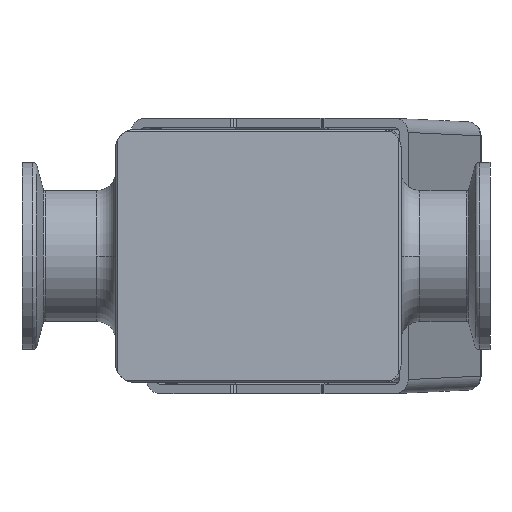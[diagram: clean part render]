
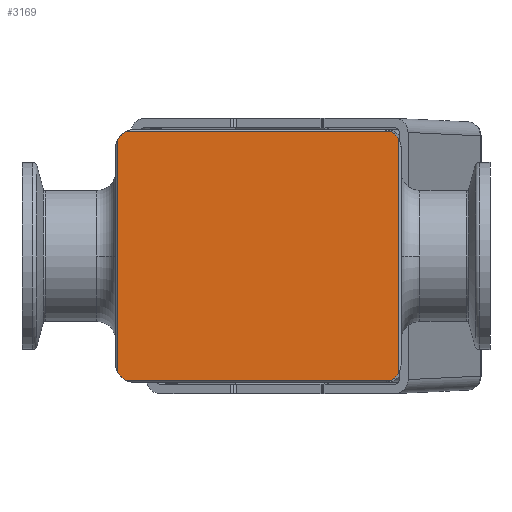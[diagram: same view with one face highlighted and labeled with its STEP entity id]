
A CAD part, front view. The second image highlights one B-rep face of the part: STEP entity #3169.
In plain terms, the highlighted planar face has unit normal (0, -1, 0).
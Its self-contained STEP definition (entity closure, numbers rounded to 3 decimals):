
#1423 = LINE ( 'NONE', #20599, #3892 ) ;
#3100 = DIRECTION ( 'NONE',  ( -1., 0., 0. ) ) ;
#3169 = ADVANCED_FACE ( 'NONE', ( #31505 ), #17649, .F. ) ;
#3721 = DIRECTION ( 'NONE',  ( 1., 0., 0. ) ) ;
#3817 = VECTOR ( 'NONE', #3721, 1000. ) ;
#3892 = VECTOR ( 'NONE', #20778, 1000. ) ;
#3978 = DIRECTION ( 'NONE',  ( 0., 0., -1. ) ) ;
#5005 = VERTEX_POINT ( 'NONE', #32429 ) ;
#5742 = DIRECTION ( 'NONE',  ( -1., 0., 0. ) ) ;
#5983 = VERTEX_POINT ( 'NONE', #25153 ) ;
#6463 = CARTESIAN_POINT ( 'NONE',  ( 31., -22., -26.5 ) ) ;
#6667 = EDGE_CURVE ( 'NONE', #23489, #22827, #1423, .T. ) ;
#8494 = LINE ( 'NONE', #31308, #11688 ) ;
#9005 = EDGE_CURVE ( 'NONE', #5005, #16383, #21413, .T. ) ;
#9461 = EDGE_CURVE ( 'NONE', #25890, #5983, #19125, .T. ) ;
#10445 = ORIENTED_EDGE ( 'NONE', *, *, #15865, .T. ) ;
#10936 = CIRCLE ( 'NONE', #30759, 4. ) ;
#11007 = DIRECTION ( 'NONE',  ( 0., -1., 0. ) ) ;
#11288 = CARTESIAN_POINT ( 'NONE',  ( 28.936, -22., 26.5 ) ) ;
#11556 = CARTESIAN_POINT ( 'NONE',  ( 30.5, -22., -24.936 ) ) ;
#11579 = ORIENTED_EDGE ( 'NONE', *, *, #22509, .T. ) ;
#11688 = VECTOR ( 'NONE', #14715, 1000. ) ;
#11710 = ORIENTED_EDGE ( 'NONE', *, *, #28584, .T. ) ;
#13390 = DIRECTION ( 'NONE',  ( -1., 0., 0. ) ) ;
#13596 = CARTESIAN_POINT ( 'NONE',  ( 27., -22., -23. ) ) ;
#14715 = DIRECTION ( 'NONE',  ( -1., 0., 0. ) ) ;
#14916 = CARTESIAN_POINT ( 'NONE',  ( 31., -22., 27. ) ) ;
#15004 = AXIS2_PLACEMENT_3D ( 'NONE', #28113, #31554, #3100 ) ;
#15312 = LINE ( 'NONE', #26443, #27116 ) ;
#15518 = ORIENTED_EDGE ( 'NONE', *, *, #27127, .T. ) ;
#15848 = CARTESIAN_POINT ( 'NONE',  ( -29.5, -22., 24.936 ) ) ;
#15865 = EDGE_CURVE ( 'NONE', #26814, #5005, #8494, .T. ) ;
#16383 = VERTEX_POINT ( 'NONE', #15848 ) ;
#16836 = CARTESIAN_POINT ( 'NONE',  ( -26., -22., -23. ) ) ;
#17649 = PLANE ( 'NONE',  #25565 ) ;
#18012 = DIRECTION ( 'NONE',  ( 0., 1., 0. ) ) ;
#18879 = CARTESIAN_POINT ( 'NONE',  ( 27., -22., 23. ) ) ;
#19125 = CIRCLE ( 'NONE', #28452, 4. ) ;
#19396 = DIRECTION ( 'NONE',  ( 0., -1., 0. ) ) ;
#20058 = CARTESIAN_POINT ( 'NONE',  ( -29.5, -22., -24.936 ) ) ;
#20325 = ORIENTED_EDGE ( 'NONE', *, *, #9005, .T. ) ;
#20599 = CARTESIAN_POINT ( 'NONE',  ( 30.5, -22., 27. ) ) ;
#20778 = DIRECTION ( 'NONE',  ( 0., 0., 1. ) ) ;
#21413 = CIRCLE ( 'NONE', #15004, 4. ) ;
#22049 = EDGE_CURVE ( 'NONE', #22827, #26814, #31619, .T. ) ;
#22509 = EDGE_CURVE ( 'NONE', #32898, #23489, #10936, .T. ) ;
#22827 = VERTEX_POINT ( 'NONE', #32538 ) ;
#23308 = CARTESIAN_POINT ( 'NONE',  ( 28.936, -22., -26.5 ) ) ;
#23489 = VERTEX_POINT ( 'NONE', #11556 ) ;
#25153 = CARTESIAN_POINT ( 'NONE',  ( -27.936, -22., -26.5 ) ) ;
#25565 = AXIS2_PLACEMENT_3D ( 'NONE', #14916, #18012, #29144 ) ;
#25808 = ORIENTED_EDGE ( 'NONE', *, *, #6667, .T. ) ;
#25827 = LINE ( 'NONE', #6463, #3817 ) ;
#25890 = VERTEX_POINT ( 'NONE', #20058 ) ;
#26443 = CARTESIAN_POINT ( 'NONE',  ( -29.5, -22., 27. ) ) ;
#26814 = VERTEX_POINT ( 'NONE', #11288 ) ;
#27116 = VECTOR ( 'NONE', #3978, 1000. ) ;
#27127 = EDGE_CURVE ( 'NONE', #16383, #25890, #15312, .T. ) ;
#27620 = DIRECTION ( 'NONE',  ( -1., 0., 0. ) ) ;
#28113 = CARTESIAN_POINT ( 'NONE',  ( -26., -22., 23. ) ) ;
#28452 = AXIS2_PLACEMENT_3D ( 'NONE', #16836, #19396, #27620 ) ;
#28584 = EDGE_CURVE ( 'NONE', #5983, #32898, #25827, .T. ) ;
#29144 = DIRECTION ( 'NONE',  ( -1., 0., 0. ) ) ;
#29294 = AXIS2_PLACEMENT_3D ( 'NONE', #18879, #11007, #13390 ) ;
#29592 = EDGE_LOOP ( 'NONE', ( #11710, #11579, #25808, #33471, #10445, #20325, #15518, #35292 ) ) ;
#30759 = AXIS2_PLACEMENT_3D ( 'NONE', #13596, #30900, #5742 ) ;
#30900 = DIRECTION ( 'NONE',  ( 0., -1., 0. ) ) ;
#31308 = CARTESIAN_POINT ( 'NONE',  ( 31., -22., 26.5 ) ) ;
#31505 = FACE_OUTER_BOUND ( 'NONE', #29592, .T. ) ;
#31554 = DIRECTION ( 'NONE',  ( 0., -1., 0. ) ) ;
#31619 = CIRCLE ( 'NONE', #29294, 4. ) ;
#32429 = CARTESIAN_POINT ( 'NONE',  ( -27.936, -22., 26.5 ) ) ;
#32538 = CARTESIAN_POINT ( 'NONE',  ( 30.5, -22., 24.936 ) ) ;
#32898 = VERTEX_POINT ( 'NONE', #23308 ) ;
#33471 = ORIENTED_EDGE ( 'NONE', *, *, #22049, .T. ) ;
#35292 = ORIENTED_EDGE ( 'NONE', *, *, #9461, .T. ) ;
